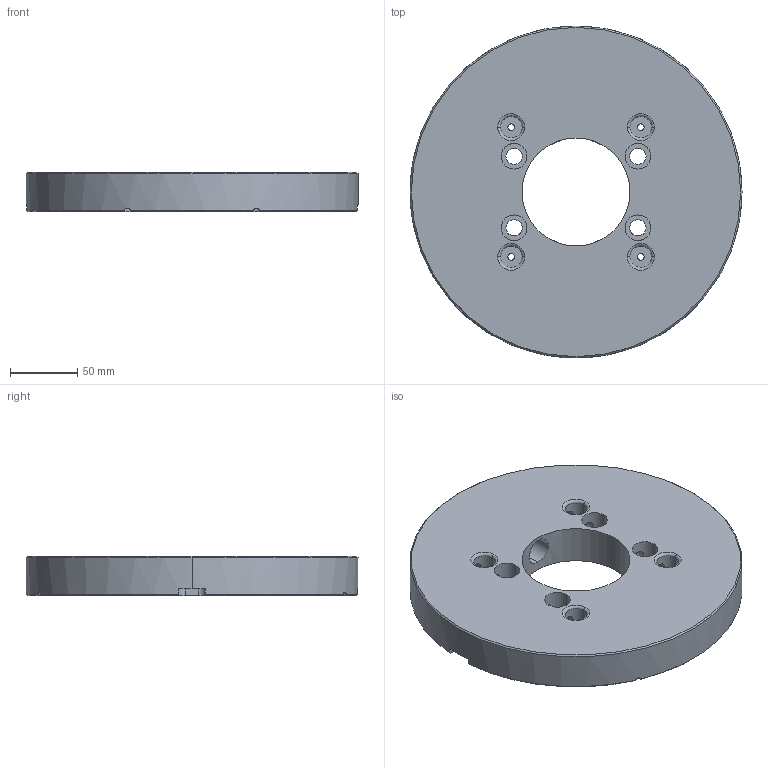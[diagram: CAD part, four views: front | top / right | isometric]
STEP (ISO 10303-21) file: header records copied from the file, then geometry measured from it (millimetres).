
FILE_DESCRIPTION (( 'STEP AP203' ), '1' );
FILE_NAME ('SF-M-96X96-8055-2.STEP', '2025-03-14T02:36:41', ( '微软用户' ), ( '微软中国' ), 'SwSTEP 2.0', 'SolidWorks 2016', '' );
FILE_SCHEMA (( 'CONFIG_CONTROL_DESIGN' ));
Length unit declared in the file: millimetre
Products named in the file (1): SF-M-96X96-8055-2
Bounding box: 246 x 246 x 29 mm (x, y, z)
Volume: 1125587.2 mm3; surface area: 138382.7 mm2
Topology: 1 solids, 1 shells, 116 faces, 298 edges, 190 vertices
Faces by surface type: cylinder 76, plane 24, torus 8, cone 8
Entity records: 5089 total; most frequent: CARTESIAN_POINT 2179, ORIENTED_EDGE 596, DIRECTION 580, EDGE_CURVE 298, AXIS2_PLACEMENT_3D 237, VERTEX_POINT 190, EDGE_LOOP 152, CIRCLE 120
